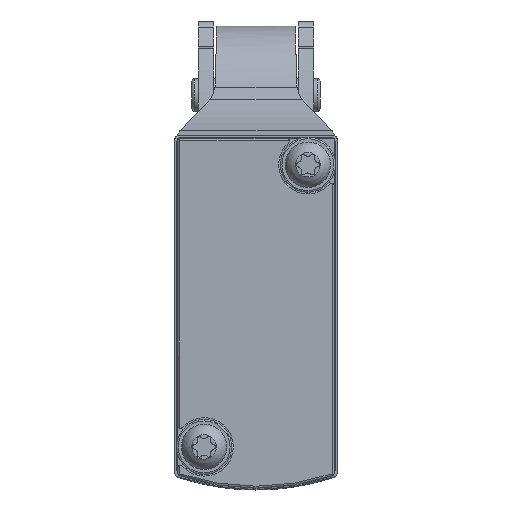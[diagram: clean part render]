
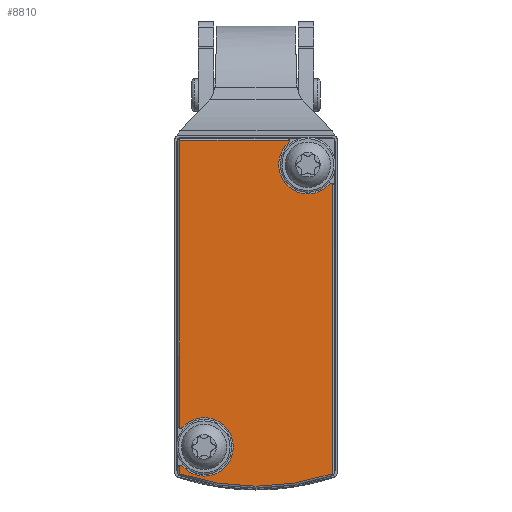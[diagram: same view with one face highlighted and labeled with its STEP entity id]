
A CAD part, front view. The second image highlights one B-rep face of the part: STEP entity #8810.
In plain terms, the highlighted planar face has unit normal (0, -1, 0).
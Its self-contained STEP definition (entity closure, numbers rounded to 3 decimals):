
#164=PLANE('',#9303);
#336=CIRCLE('',#9304,0.4);
#337=CIRCLE('',#9305,3.6);
#338=CIRCLE('',#9306,0.4);
#339=CIRCLE('',#9307,29.537);
#340=CIRCLE('',#9308,0.4);
#341=CIRCLE('',#9309,3.6);
#342=CIRCLE('',#9310,0.4);
#844=LINE('',#12918,#1309);
#845=LINE('',#12927,#1310);
#846=LINE('',#12931,#1311);
#847=LINE('',#12939,#1312);
#1309=VECTOR('',#10344,1000.);
#1310=VECTOR('',#10351,1000.);
#1311=VECTOR('',#10354,1000.);
#1312=VECTOR('',#10361,1000.);
#1798=ORIENTED_EDGE('',*,*,#4058,.T.);
#1799=ORIENTED_EDGE('',*,*,#4059,.F.);
#1800=ORIENTED_EDGE('',*,*,#4060,.T.);
#1801=ORIENTED_EDGE('',*,*,#4061,.F.);
#1802=ORIENTED_EDGE('',*,*,#4062,.T.);
#1803=ORIENTED_EDGE('',*,*,#4063,.T.);
#1804=ORIENTED_EDGE('',*,*,#4064,.F.);
#1805=ORIENTED_EDGE('',*,*,#4065,.F.);
#1806=ORIENTED_EDGE('',*,*,#4066,.T.);
#1807=ORIENTED_EDGE('',*,*,#4067,.F.);
#1808=ORIENTED_EDGE('',*,*,#4068,.T.);
#4058=EDGE_CURVE('',#5185,#5186,#844,.F.);
#4059=EDGE_CURVE('',#5187,#5186,#336,.T.);
#4060=EDGE_CURVE('',#5187,#5188,#337,.T.);
#4061=EDGE_CURVE('',#5189,#5188,#338,.T.);
#4062=EDGE_CURVE('',#5189,#5190,#845,.F.);
#4063=EDGE_CURVE('',#5190,#5191,#339,.T.);
#4064=EDGE_CURVE('',#5192,#5191,#846,.F.);
#4065=EDGE_CURVE('',#5193,#5192,#340,.T.);
#4066=EDGE_CURVE('',#5193,#5194,#341,.T.);
#4067=EDGE_CURVE('',#5195,#5194,#342,.T.);
#4068=EDGE_CURVE('',#5195,#5185,#847,.T.);
#5185=VERTEX_POINT('',#12919);
#5186=VERTEX_POINT('',#12920);
#5187=VERTEX_POINT('',#12922);
#5188=VERTEX_POINT('',#12924);
#5189=VERTEX_POINT('',#12926);
#5190=VERTEX_POINT('',#12928);
#5191=VERTEX_POINT('',#12930);
#5192=VERTEX_POINT('',#12932);
#5193=VERTEX_POINT('',#12934);
#5194=VERTEX_POINT('',#12936);
#5195=VERTEX_POINT('',#12938);
#6082=EDGE_LOOP('',(#1798,#1799,#1800,#1801,#1802,#1803,#1804,#1805,#1806,
#1807,#1808));
#6683=FACE_BOUND('',#6082,.T.);
#8810=ADVANCED_FACE('',(#6683),#164,.F.);
#9303=AXIS2_PLACEMENT_3D('',#12917,#10342,#10343);
#9304=AXIS2_PLACEMENT_3D('',#12921,#10345,#10346);
#9305=AXIS2_PLACEMENT_3D('',#12923,#10347,#10348);
#9306=AXIS2_PLACEMENT_3D('',#12925,#10349,#10350);
#9307=AXIS2_PLACEMENT_3D('',#12929,#10352,#10353);
#9308=AXIS2_PLACEMENT_3D('',#12933,#10355,#10356);
#9309=AXIS2_PLACEMENT_3D('',#12935,#10357,#10358);
#9310=AXIS2_PLACEMENT_3D('',#12937,#10359,#10360);
#10342=DIRECTION('',(0.,1.,0.));
#10343=DIRECTION('',(0.,0.,1.));
#10344=DIRECTION('',(-1.,0.,0.));
#10345=DIRECTION('',(0.,1.,0.));
#10346=DIRECTION('',(1.,0.,0.));
#10347=DIRECTION('',(0.,1.,0.));
#10348=DIRECTION('',(1.,0.,0.));
#10349=DIRECTION('',(0.,1.,0.));
#10350=DIRECTION('',(1.,0.,0.));
#10351=DIRECTION('',(-1.,0.,0.));
#10352=DIRECTION('',(0.,-1.,0.));
#10353=DIRECTION('',(0.,0.,-1.));
#10354=DIRECTION('',(-1.,0.,0.));
#10355=DIRECTION('',(0.,1.,0.));
#10356=DIRECTION('',(1.,0.,0.));
#10357=DIRECTION('',(0.,1.,0.));
#10358=DIRECTION('',(1.,0.,0.));
#10359=DIRECTION('',(0.,1.,0.));
#10360=DIRECTION('',(1.,0.,0.));
#10361=DIRECTION('',(0.,0.,-1.));
#12917=CARTESIAN_POINT('',(-20.25,-13.2,-9.25));
#12918=CARTESIAN_POINT('',(25.,-13.2,-9.387));
#12919=CARTESIAN_POINT('',(-20.387,-13.2,-9.387));
#12920=CARTESIAN_POINT('',(15.097,-13.2,-9.387));
#12921=CARTESIAN_POINT('',(14.699,-13.2,-9.35));
#12922=CARTESIAN_POINT('',(14.969,-13.2,-9.055));
#12923=CARTESIAN_POINT('',(17.4,-13.2,-6.4));
#12924=CARTESIAN_POINT('',(19.831,-13.2,-9.055));
#12925=CARTESIAN_POINT('',(20.101,-13.2,-9.35));
#12926=CARTESIAN_POINT('',(19.703,-13.2,-9.387));
#12927=CARTESIAN_POINT('',(25.,-13.2,-9.387));
#12928=CARTESIAN_POINT('',(20.722,-13.2,-9.387));
#12929=CARTESIAN_POINT('',(-7.284,-13.2,0.));
#12930=CARTESIAN_POINT('',(20.722,-13.2,9.387));
#12931=CARTESIAN_POINT('',(25.,-13.2,9.387));
#12932=CARTESIAN_POINT('',(-15.097,-13.2,9.387));
#12933=CARTESIAN_POINT('',(-14.699,-13.2,9.35));
#12934=CARTESIAN_POINT('',(-14.969,-13.2,9.055));
#12935=CARTESIAN_POINT('',(-17.4,-13.2,6.4));
#12936=CARTESIAN_POINT('',(-20.055,-13.2,3.969));
#12937=CARTESIAN_POINT('',(-20.35,-13.2,3.699));
#12938=CARTESIAN_POINT('',(-20.387,-13.2,4.097));
#12939=CARTESIAN_POINT('',(-20.387,-13.2,10.));
